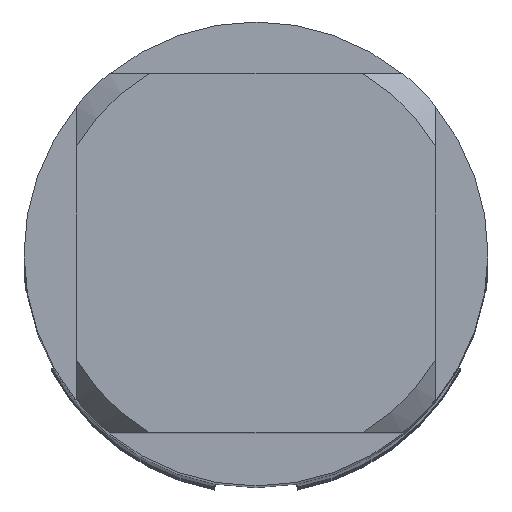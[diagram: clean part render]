
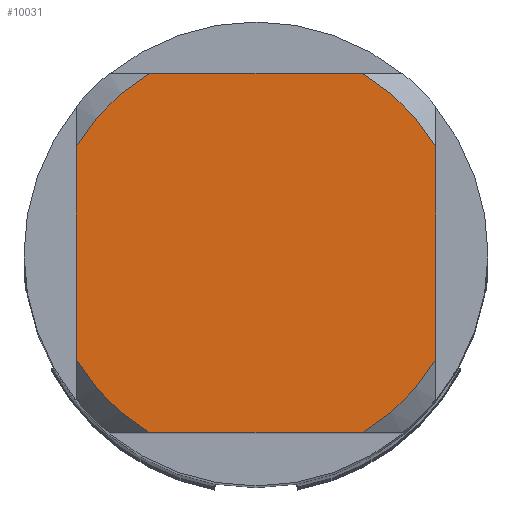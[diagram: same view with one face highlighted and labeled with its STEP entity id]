
A CAD part, top view. The second image highlights one B-rep face of the part: STEP entity #10031.
In plain terms, the highlighted planar face has unit normal (0, 0, 1).
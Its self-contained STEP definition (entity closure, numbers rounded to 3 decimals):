
#6061=EDGE_CURVE('',#16031,#7805,#17968,.T.);
#6419=EDGE_CURVE('',#10533,#12751,#18356,.T.);
#7805=VERTEX_POINT('',#19849);
#8389=VERTEX_POINT('',#20501);
#8711=EDGE_CURVE('',#15225,#11349,#20862,.T.);
#10031=ADVANCED_FACE('',(#22292),#22293,.T.);
#10059=EDGE_CURVE('',#16031,#11349,#22323,.T.);
#10063=EDGE_CURVE('',#8389,#14517,#22327,.T.);
#10533=VERTEX_POINT('',#22835);
#10893=EDGE_CURVE('',#8389,#12751,#23227,.T.);
#11013=EDGE_CURVE('',#15225,#14517,#23353,.T.);
#11349=VERTEX_POINT('',#23717);
#12751=VERTEX_POINT('',#25235);
#14517=VERTEX_POINT('',#27160);
#15225=VERTEX_POINT('',#27927);
#16031=VERTEX_POINT('',#28798);
#16641=EDGE_CURVE('',#10533,#7805,#29468,.T.);
#17968=LINE('',#30951,#30952);
#18356=LINE('',#31626,#31627);
#19849=CARTESIAN_POINT('',(-1.83,3.1,0.0));
#20501=CARTESIAN_POINT('',(-1.83,-3.1,0.0));
#20862=LINE('',#36150,#36151);
#22292=FACE_OUTER_BOUND('',#38790,.T.);
#22293=PLANE('',#38791);
#22323=CIRCLE('',#38831,3.6);
#22327=LINE('',#38838,#38839);
#22835=CARTESIAN_POINT('',(-3.1,1.83,0.0));
#23227=CIRCLE('',#40481,3.6);
#23353=CIRCLE('',#40684,3.6);
#23717=CARTESIAN_POINT('',(3.1,1.83,0.0));
#25235=CARTESIAN_POINT('',(-3.1,-1.83,0.0));
#27160=CARTESIAN_POINT('',(1.83,-3.1,0.0));
#27927=CARTESIAN_POINT('',(3.1,-1.83,0.0));
#28798=CARTESIAN_POINT('',(1.83,3.1,0.0));
#29468=CIRCLE('',#51586,3.6);
#30951=CARTESIAN_POINT('',(0.0,3.1,0.0));
#30952=VECTOR('',#54049,1.0);
#31626=CARTESIAN_POINT('',(-3.1,0.9,0.0));
#31627=VECTOR('',#54443,1.0);
#36150=CARTESIAN_POINT('',(3.1,0.9,0.0));
#36151=VECTOR('',#57097,1.0);
#38790=EDGE_LOOP('',(#58716,#58717,#58718,#58719,#58720,#58721,#58722,#58723));
#38791=AXIS2_PLACEMENT_3D('',#58724,#58725,#58726);
#38831=AXIS2_PLACEMENT_3D('',#58755,#58756,#58757);
#38838=CARTESIAN_POINT('',(0.0,-3.1,0.0));
#38839=VECTOR('',#58759,1.0);
#40481=AXIS2_PLACEMENT_3D('',#59658,#59659,#59660);
#40684=AXIS2_PLACEMENT_3D('',#59768,#59769,#59770);
#51586=AXIS2_PLACEMENT_3D('',#66358,#66359,#66360);
#54049=DIRECTION('',(-1.0,0.0,0.0));
#54443=DIRECTION('',(-0.0,-1.0,0.0));
#57097=DIRECTION('',(-0.0,1.0,0.0));
#58716=ORIENTED_EDGE('',*,*,#6419,.T.);
#58717=ORIENTED_EDGE('',*,*,#10893,.F.);
#58718=ORIENTED_EDGE('',*,*,#10063,.T.);
#58719=ORIENTED_EDGE('',*,*,#11013,.F.);
#58720=ORIENTED_EDGE('',*,*,#8711,.T.);
#58721=ORIENTED_EDGE('',*,*,#10059,.F.);
#58722=ORIENTED_EDGE('',*,*,#6061,.T.);
#58723=ORIENTED_EDGE('',*,*,#16641,.F.);
#58724=CARTESIAN_POINT('',(0.0,1.8,0.0));
#58725=DIRECTION('',(-0.0,0.0,1.0));
#58726=DIRECTION('',(0.0,-1.0,0.0));
#58755=CARTESIAN_POINT('',(0.0,0.0,0.0));
#58756=DIRECTION('',(0.0,0.0,-1.0));
#58757=DIRECTION('',(0.0,1.0,0.0));
#58759=DIRECTION('',(1.0,0.0,0.0));
#59658=CARTESIAN_POINT('',(0.0,0.0,0.0));
#59659=DIRECTION('',(0.0,0.0,-1.0));
#59660=DIRECTION('',(0.0,1.0,0.0));
#59768=CARTESIAN_POINT('',(0.0,0.0,0.0));
#59769=DIRECTION('',(0.0,0.0,-1.0));
#59770=DIRECTION('',(0.0,1.0,0.0));
#66358=CARTESIAN_POINT('',(0.0,0.0,0.0));
#66359=DIRECTION('',(0.0,0.0,-1.0));
#66360=DIRECTION('',(0.0,1.0,0.0));
